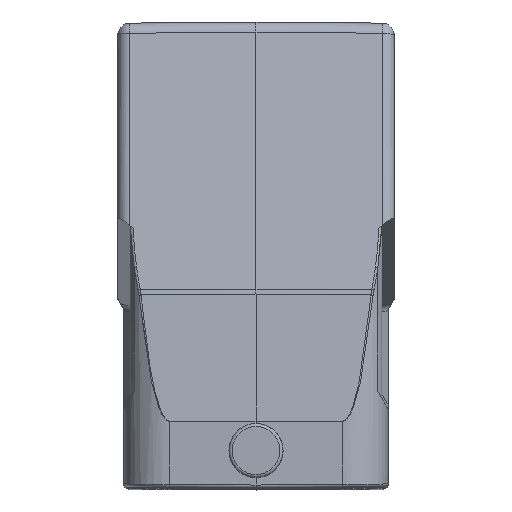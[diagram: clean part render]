
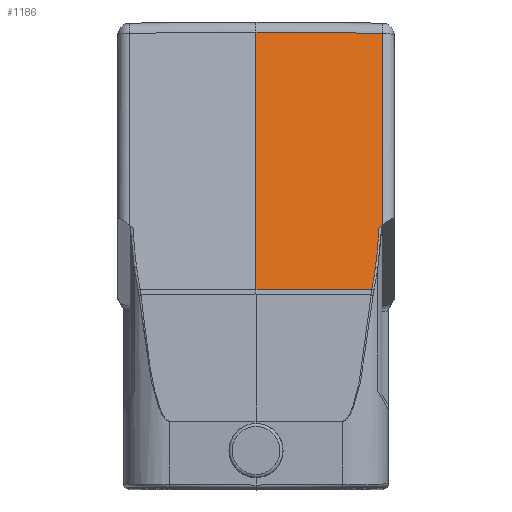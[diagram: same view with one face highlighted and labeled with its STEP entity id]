
A CAD part, top view. The second image highlights one B-rep face of the part: STEP entity #1186.
In plain terms, the highlighted planar face has unit normal (0.009, 0.174, 0.985).
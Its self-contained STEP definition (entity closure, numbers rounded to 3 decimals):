
#678=CIRCLE('',#9447,62.354);
#1186=ADVANCED_FACE('',(#1894),#1429,.T.);
#1429=PLANE('',#9539);
#1894=FACE_OUTER_BOUND('',#2439,.T.);
#2439=EDGE_LOOP('',(#6335,#6336,#6337,#6338,#6339,#6340,#6341));
#3197=LINE('',#16102,#3899);
#3198=LINE('',#16106,#3900);
#3248=LINE('',#16476,#3950);
#3249=LINE('',#16478,#3951);
#3250=LINE('',#16480,#3952);
#3899=VECTOR('',#11728,1.);
#3900=VECTOR('',#11733,1.);
#3950=VECTOR('',#11967,1.);
#3951=VECTOR('',#11970,1.);
#3952=VECTOR('',#11971,1.);
#6335=ORIENTED_EDGE('',*,*,#8353,.F.);
#6336=ORIENTED_EDGE('',*,*,#8348,.F.);
#6337=ORIENTED_EDGE('',*,*,#8346,.T.);
#6338=ORIENTED_EDGE('',*,*,#8457,.F.);
#6339=ORIENTED_EDGE('',*,*,#8458,.F.);
#6340=ORIENTED_EDGE('',*,*,#8459,.T.);
#6341=ORIENTED_EDGE('',*,*,#8460,.F.);
#7172=VERTEX_POINT('',#16099);
#7173=VERTEX_POINT('',#16103);
#7174=VERTEX_POINT('',#16107);
#7177=VERTEX_POINT('',#16132);
#7228=VERTEX_POINT('',#16450);
#7234=VERTEX_POINT('',#16479);
#7235=VERTEX_POINT('',#16481);
#8346=EDGE_CURVE('',#7173,#7172,#3197,.T.);
#8348=EDGE_CURVE('',#7173,#7174,#3198,.T.);
#8353=EDGE_CURVE('',#7174,#7177,#678,.T.);
#8457=EDGE_CURVE('',#7228,#7172,#3248,.T.);
#8458=EDGE_CURVE('',#7234,#7228,#3249,.T.);
#8459=EDGE_CURVE('',#7234,#7235,#3250,.T.);
#8460=EDGE_CURVE('',#7177,#7235,#8674,.T.);
#8674=ELLIPSE('',#9538,40.313,7.);
#9447=AXIS2_PLACEMENT_3D('',#16137,#11738,#11739);
#9538=AXIS2_PLACEMENT_3D('',#16482,#11972,#11973);
#9539=AXIS2_PLACEMENT_3D('',#16483,#11974,#11975);
#11728=DIRECTION('',(0.,0.985,-0.174));
#11733=DIRECTION('',(-0.762,-0.637,0.119));
#11738=DIRECTION('',(-0.009,-0.174,-0.985));
#11739=DIRECTION('',(0.,-0.985,0.174));
#11967=DIRECTION('',(1.,-0.009,-0.007));
#11970=DIRECTION('',(0.,0.985,-0.174));
#11971=DIRECTION('',(1.,-0.001,-0.009));
#11972=DIRECTION('',(-0.009,-0.174,-0.985));
#11973=DIRECTION('',(0.002,-0.985,0.174));
#11974=DIRECTION('',(0.009,0.174,0.985));
#11975=DIRECTION('',(0.,-0.985,0.174));
#16099=CARTESIAN_POINT('',(20.517,19.584,50.546));
#16102=CARTESIAN_POINT('',(20.517,-11.704,56.062));
#16103=CARTESIAN_POINT('',(20.517,-11.704,56.062));
#16106=CARTESIAN_POINT('',(20.517,-11.704,56.062));
#16107=CARTESIAN_POINT('',(19.963,-12.168,56.149));
#16132=CARTESIAN_POINT('',(19.449,-18.497,57.27));
#16137=CARTESIAN_POINT('',(-42.366,-10.389,56.388));
#16450=CARTESIAN_POINT('',(0.,19.763,50.696));
#16476=CARTESIAN_POINT('',(0.,19.763,50.696));
#16478=CARTESIAN_POINT('',(0.,-22.153,58.087));
#16479=CARTESIAN_POINT('',(0.,-22.155,58.087));
#16480=CARTESIAN_POINT('',(0.017,-22.155,58.087));
#16481=CARTESIAN_POINT('',(18.848,-22.176,57.924));
#16482=CARTESIAN_POINT('',(14.004,6.729,52.87));
#16483=CARTESIAN_POINT('',(0.,21.415,50.404));
